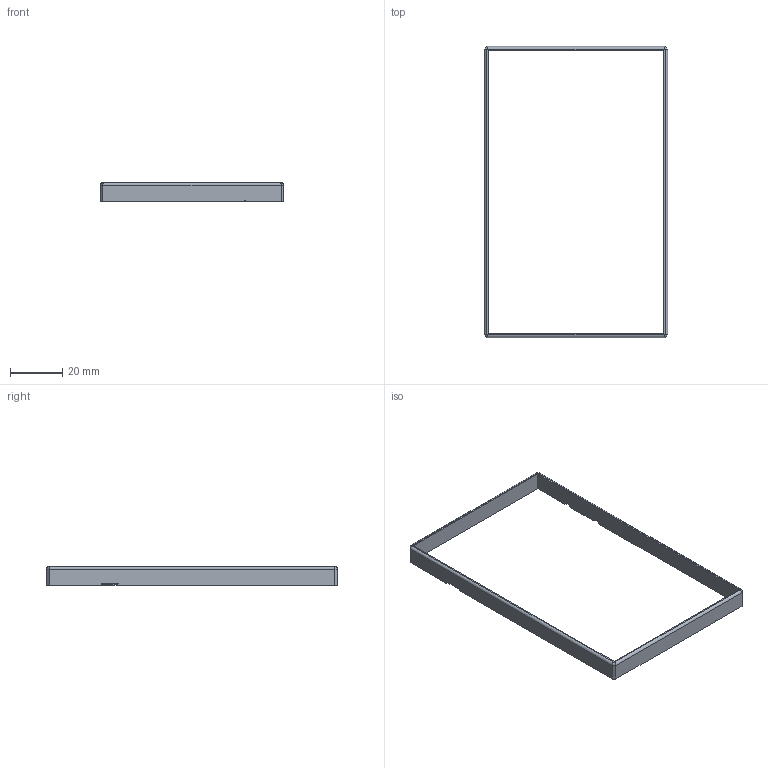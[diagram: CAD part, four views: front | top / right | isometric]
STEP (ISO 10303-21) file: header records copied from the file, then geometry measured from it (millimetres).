
FILE_DESCRIPTION(('FreeCAD Model'),'2;1');
FILE_NAME('Open CASCADE Shape Model','2025-08-20T15:58:49',(''),(''), 'Open CASCADE STEP processor 7.8','FreeCAD','Unknown');
FILE_SCHEMA(('AUTOMOTIVE_DESIGN { 1 0 10303 214 1 1 1 1 }'));
Length unit declared in the file: millimetre
Products named in the file (1): top
Bounding box: 70 x 111 x 7.2 mm (x, y, z)
Volume: 3656.4 mm3; surface area: 6003.9 mm2
Topology: 1 solids, 1 shells, 41 faces, 112 edges, 72 vertices
Faces by surface type: plane 30, cylinder 11
Entity records: 1306 total; most frequent: CARTESIAN_POINT 226, ORIENTED_EDGE 224, DIRECTION 214, EDGE_CURVE 112, LINE 94, VECTOR 94, VERTEX_POINT 72, AXIS2_PLACEMENT_3D 60
